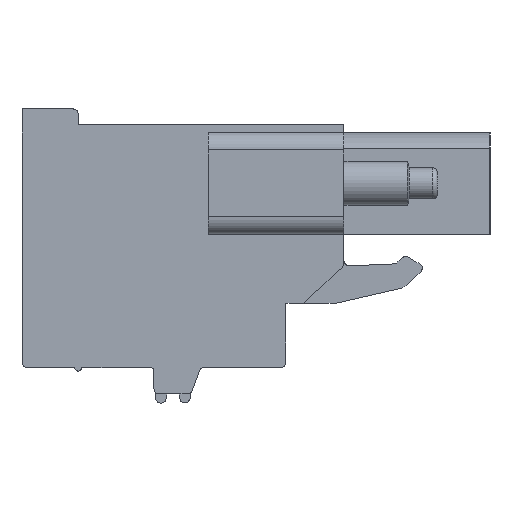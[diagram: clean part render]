
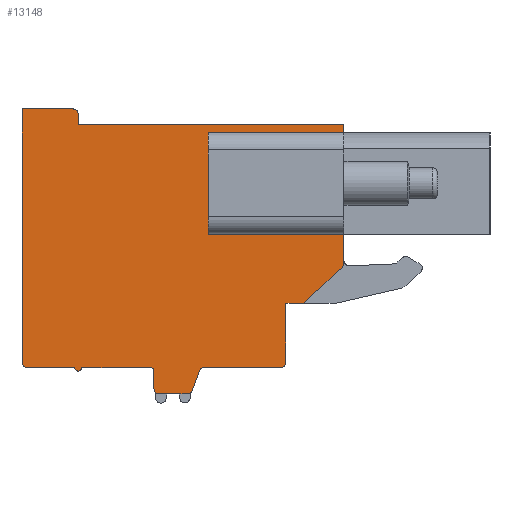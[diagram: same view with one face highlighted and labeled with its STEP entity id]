
A CAD part, left-side view. The second image highlights one B-rep face of the part: STEP entity #13148.
In plain terms, the highlighted planar face has unit normal (-1, 0, 0).
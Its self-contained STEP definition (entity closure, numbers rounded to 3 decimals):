
#2308=DIRECTION('',(0.,1.,0.));
#2309=VECTOR('',#2308,6.1);
#2310=CARTESIAN_POINT('',(-56.5,-4.06,0.73));
#2311=LINE('',#2310,#2309);
#2312=DIRECTION('',(0.,1.,0.));
#2313=VECTOR('',#2312,6.1);
#2314=CARTESIAN_POINT('',(-56.5,-4.06,6.53));
#2315=LINE('',#2314,#2313);
#2316=DIRECTION('',(0.,0.,-1.));
#2317=VECTOR('',#2316,7.87);
#2318=CARTESIAN_POINT('',(-56.5,-5.66,6.96));
#2319=LINE('',#2318,#2317);
#2320=CARTESIAN_POINT('',(-56.5,-5.36,-0.91));
#2321=DIRECTION('',(1.,0.,0.));
#2322=DIRECTION('',(0.,-1.,0.));
#2323=AXIS2_PLACEMENT_3D('',#2320,#2321,#2322);
#2325=DIRECTION('',(0.,0.731,-0.683));
#2326=VECTOR('',#2325,3.018);
#2327=CARTESIAN_POINT('',(-56.5,-5.565,-1.129));
#2328=LINE('',#2327,#2326);
#2329=DIRECTION('',(0.,1.,0.));
#2330=VECTOR('',#2329,1.);
#2331=CARTESIAN_POINT('',(-56.5,-3.36,-3.19));
#2332=LINE('',#2331,#2330);
#2333=DIRECTION('',(0.,0.,-1.));
#2334=VECTOR('',#2333,3.35);
#2335=CARTESIAN_POINT('',(-56.5,-2.36,-3.19));
#2336=LINE('',#2335,#2334);
#2337=CARTESIAN_POINT('',(-56.5,-2.06,-6.54));
#2338=DIRECTION('',(1.,0.,0.));
#2339=DIRECTION('',(0.,-1.,0.));
#2340=AXIS2_PLACEMENT_3D('',#2337,#2338,#2339);
#2342=DIRECTION('',(0.,1.,0.));
#2343=VECTOR('',#2342,4.34);
#2344=CARTESIAN_POINT('',(-56.5,-2.06,-6.84));
#2345=LINE('',#2344,#2343);
#2346=CARTESIAN_POINT('',(-56.5,2.28,-7.14));
#2347=DIRECTION('',(-1.,0.,0.));
#2348=DIRECTION('',(0.,0.,1.));
#2349=AXIS2_PLACEMENT_3D('',#2346,#2347,#2348);
#2351=DIRECTION('',(0.,0.345,-0.939));
#2352=VECTOR('',#2351,1.179);
#2353=CARTESIAN_POINT('',(-56.5,2.562,-7.037));
#2354=LINE('',#2353,#2352);
#2355=CARTESIAN_POINT('',(-56.5,3.25,-8.04));
#2356=DIRECTION('',(1.,0.,0.));
#2357=DIRECTION('',(0.,-0.939,-0.345));
#2358=AXIS2_PLACEMENT_3D('',#2355,#2356,#2357);
#2360=DIRECTION('',(0.,1.,0.));
#2361=VECTOR('',#2360,1.59);
#2362=CARTESIAN_POINT('',(-56.5,3.25,-8.34));
#2363=LINE('',#2362,#2361);
#2364=CARTESIAN_POINT('',(-56.5,4.84,-8.04));
#2365=DIRECTION('',(1.,0.,0.));
#2366=DIRECTION('',(0.,0.,-1.));
#2367=AXIS2_PLACEMENT_3D('',#2364,#2365,#2366);
#2369=DIRECTION('',(0.,0.,1.));
#2370=VECTOR('',#2369,1.);
#2371=CARTESIAN_POINT('',(-56.5,5.14,-8.04));
#2372=LINE('',#2371,#2370);
#2373=CARTESIAN_POINT('',(-56.5,5.34,-7.04));
#2374=DIRECTION('',(-1.,0.,0.));
#2375=DIRECTION('',(0.,-1.,0.));
#2376=AXIS2_PLACEMENT_3D('',#2373,#2374,#2375);
#2378=DIRECTION('',(0.,1.,0.));
#2379=VECTOR('',#2378,3.9);
#2380=CARTESIAN_POINT('',(-56.5,5.34,-6.84));
#2381=LINE('',#2380,#2379);
#2382=CARTESIAN_POINT('',(-56.5,9.44,-6.84));
#2383=DIRECTION('',(1.,0.,0.));
#2384=DIRECTION('',(0.,-1.,0.));
#2385=AXIS2_PLACEMENT_3D('',#2382,#2383,#2384);
#2387=DIRECTION('',(0.,1.,0.));
#2388=VECTOR('',#2387,2.7);
#2389=CARTESIAN_POINT('',(-56.5,9.64,-6.84));
#2390=LINE('',#2389,#2388);
#2391=CARTESIAN_POINT('',(-56.5,12.34,-6.54));
#2392=DIRECTION('',(1.,0.,0.));
#2393=DIRECTION('',(0.,0.,-1.));
#2394=AXIS2_PLACEMENT_3D('',#2391,#2392,#2393);
#2396=DIRECTION('',(0.,0.,1.));
#2397=VECTOR('',#2396,14.4);
#2398=CARTESIAN_POINT('',(-56.5,12.64,-6.54));
#2399=LINE('',#2398,#2397);
#2400=DIRECTION('',(0.,-1.,0.));
#2401=VECTOR('',#2400,2.9);
#2402=CARTESIAN_POINT('',(-56.5,12.64,7.86));
#2403=LINE('',#2402,#2401);
#2404=CARTESIAN_POINT('',(-56.5,9.74,7.56));
#2405=DIRECTION('',(1.,0.,0.));
#2406=DIRECTION('',(0.,0.,1.));
#2407=AXIS2_PLACEMENT_3D('',#2404,#2405,#2406);
#2409=DIRECTION('',(0.,0.,-1.));
#2410=VECTOR('',#2409,0.6);
#2411=CARTESIAN_POINT('',(-56.5,9.44,7.56));
#2412=LINE('',#2411,#2410);
#2413=DIRECTION('',(0.,-1.,0.));
#2414=VECTOR('',#2413,15.1);
#2415=CARTESIAN_POINT('',(-56.5,9.44,6.96));
#2416=LINE('',#2415,#2414);
#2468=DIRECTION('',(0.,0.,1.));
#2469=VECTOR('',#2468,5.8);
#2470=CARTESIAN_POINT('',(-56.5,2.04,0.73));
#2471=LINE('',#2470,#2469);
#2573=DIRECTION('',(0.,0.,1.));
#2574=VECTOR('',#2573,5.8);
#2575=CARTESIAN_POINT('',(-56.5,-4.06,0.73));
#2576=LINE('',#2575,#2574);
#7579=CARTESIAN_POINT('',(-56.5,9.44,6.96));
#7580=CARTESIAN_POINT('',(-56.5,-5.66,6.96));
#7581=VERTEX_POINT('',#7579);
#7582=VERTEX_POINT('',#7580);
#7583=CARTESIAN_POINT('',(-56.5,-5.66,-0.91));
#7584=CARTESIAN_POINT('',(-56.5,-5.565,-1.129));
#7585=VERTEX_POINT('',#7583);
#7586=VERTEX_POINT('',#7584);
#7587=CARTESIAN_POINT('',(-56.5,-3.36,-3.19));
#7588=VERTEX_POINT('',#7587);
#7589=CARTESIAN_POINT('',(-56.5,-2.36,-3.19));
#7590=VERTEX_POINT('',#7589);
#7591=CARTESIAN_POINT('',(-56.5,-2.36,-6.54));
#7592=VERTEX_POINT('',#7591);
#7593=CARTESIAN_POINT('',(-56.5,-2.06,-6.84));
#7594=VERTEX_POINT('',#7593);
#7595=CARTESIAN_POINT('',(-56.5,2.28,-6.84));
#7596=VERTEX_POINT('',#7595);
#7597=CARTESIAN_POINT('',(-56.5,2.562,-7.037));
#7598=VERTEX_POINT('',#7597);
#7599=CARTESIAN_POINT('',(-56.5,2.968,-8.143));
#7600=VERTEX_POINT('',#7599);
#7601=CARTESIAN_POINT('',(-56.5,3.25,-8.34));
#7602=VERTEX_POINT('',#7601);
#7603=CARTESIAN_POINT('',(-56.5,4.84,-8.34));
#7604=VERTEX_POINT('',#7603);
#7605=CARTESIAN_POINT('',(-56.5,5.14,-8.04));
#7606=VERTEX_POINT('',#7605);
#7607=CARTESIAN_POINT('',(-56.5,5.14,-7.04));
#7608=VERTEX_POINT('',#7607);
#7609=CARTESIAN_POINT('',(-56.5,5.34,-6.84));
#7610=VERTEX_POINT('',#7609);
#7611=CARTESIAN_POINT('',(-56.5,9.24,-6.84));
#7612=VERTEX_POINT('',#7611);
#7613=CARTESIAN_POINT('',(-56.5,9.64,-6.84));
#7614=VERTEX_POINT('',#7613);
#7615=CARTESIAN_POINT('',(-56.5,12.34,-6.84));
#7616=VERTEX_POINT('',#7615);
#7617=CARTESIAN_POINT('',(-56.5,12.64,-6.54));
#7618=VERTEX_POINT('',#7617);
#7619=CARTESIAN_POINT('',(-56.5,12.64,7.86));
#7620=VERTEX_POINT('',#7619);
#7621=CARTESIAN_POINT('',(-56.5,9.74,7.86));
#7622=VERTEX_POINT('',#7621);
#7623=CARTESIAN_POINT('',(-56.5,9.44,7.56));
#7624=VERTEX_POINT('',#7623);
#9741=CARTESIAN_POINT('',(-56.5,2.04,0.73));
#9742=CARTESIAN_POINT('',(-56.5,2.04,6.53));
#9743=VERTEX_POINT('',#9741);
#9744=VERTEX_POINT('',#9742);
#9777=CARTESIAN_POINT('',(-56.5,-4.06,0.73));
#9778=CARTESIAN_POINT('',(-56.5,-4.06,6.53));
#9779=VERTEX_POINT('',#9777);
#9780=VERTEX_POINT('',#9778);
#13086=CARTESIAN_POINT('',(-56.5,0.,0.));
#13087=DIRECTION('',(1.,0.,0.));
#13088=DIRECTION('',(0.,-1.,0.));
#13089=AXIS2_PLACEMENT_3D('',#13086,#13087,#13088);
#13090=PLANE('',#13089);
#13091=ORIENTED_EDGE('',*,*,#10029,.T.);
#13093=ORIENTED_EDGE('',*,*,#13092,.T.);
#13095=ORIENTED_EDGE('',*,*,#13094,.T.);
#13097=ORIENTED_EDGE('',*,*,#13096,.T.);
#13099=ORIENTED_EDGE('',*,*,#13098,.T.);
#13101=ORIENTED_EDGE('',*,*,#13100,.T.);
#13103=ORIENTED_EDGE('',*,*,#13102,.T.);
#13105=ORIENTED_EDGE('',*,*,#13104,.T.);
#13107=ORIENTED_EDGE('',*,*,#13106,.T.);
#13109=ORIENTED_EDGE('',*,*,#13108,.T.);
#13111=ORIENTED_EDGE('',*,*,#13110,.T.);
#13113=ORIENTED_EDGE('',*,*,#13112,.T.);
#13115=ORIENTED_EDGE('',*,*,#13114,.T.);
#13117=ORIENTED_EDGE('',*,*,#13116,.T.);
#13119=ORIENTED_EDGE('',*,*,#13118,.T.);
#13121=ORIENTED_EDGE('',*,*,#13120,.T.);
#13123=ORIENTED_EDGE('',*,*,#13122,.T.);
#13125=ORIENTED_EDGE('',*,*,#13124,.T.);
#13127=ORIENTED_EDGE('',*,*,#13126,.T.);
#13129=ORIENTED_EDGE('',*,*,#13128,.T.);
#13131=ORIENTED_EDGE('',*,*,#13130,.T.);
#13133=ORIENTED_EDGE('',*,*,#13132,.T.);
#13135=ORIENTED_EDGE('',*,*,#13134,.T.);
#13136=EDGE_LOOP('',(#13091,#13093,#13095,#13097,#13099,#13101,#13103,#13105,
#13107,#13109,#13111,#13113,#13115,#13117,#13119,#13121,#13123,#13125,#13127,
#13129,#13131,#13133,#13135));
#13137=FACE_OUTER_BOUND('',#13136,.F.);
#13139=ORIENTED_EDGE('',*,*,#13138,.F.);
#13141=ORIENTED_EDGE('',*,*,#13140,.T.);
#13143=ORIENTED_EDGE('',*,*,#13142,.T.);
#13145=ORIENTED_EDGE('',*,*,#13144,.F.);
#13146=EDGE_LOOP('',(#13139,#13141,#13143,#13145));
#13147=FACE_BOUND('',#13146,.F.);
#13148=ADVANCED_FACE('',(#13137,#13147),#13090,.F.);
#2324=CIRCLE('',#2323,0.3);
#2341=CIRCLE('',#2340,0.3);
#2350=CIRCLE('',#2349,0.3);
#2359=CIRCLE('',#2358,0.3);
#2368=CIRCLE('',#2367,0.3);
#2377=CIRCLE('',#2376,0.2);
#2386=CIRCLE('',#2385,0.2);
#2395=CIRCLE('',#2394,0.3);
#2408=CIRCLE('',#2407,0.3);
#10029=EDGE_CURVE('',#7582,#7585,#2319,.T.);
#13092=EDGE_CURVE('',#7585,#7586,#2324,.T.);
#13094=EDGE_CURVE('',#7586,#7588,#2328,.T.);
#13096=EDGE_CURVE('',#7588,#7590,#2332,.T.);
#13098=EDGE_CURVE('',#7590,#7592,#2336,.T.);
#13100=EDGE_CURVE('',#7592,#7594,#2341,.T.);
#13102=EDGE_CURVE('',#7594,#7596,#2345,.T.);
#13104=EDGE_CURVE('',#7596,#7598,#2350,.T.);
#13106=EDGE_CURVE('',#7598,#7600,#2354,.T.);
#13108=EDGE_CURVE('',#7600,#7602,#2359,.T.);
#13110=EDGE_CURVE('',#7602,#7604,#2363,.T.);
#13112=EDGE_CURVE('',#7604,#7606,#2368,.T.);
#13114=EDGE_CURVE('',#7606,#7608,#2372,.T.);
#13116=EDGE_CURVE('',#7608,#7610,#2377,.T.);
#13118=EDGE_CURVE('',#7610,#7612,#2381,.T.);
#13120=EDGE_CURVE('',#7612,#7614,#2386,.T.);
#13122=EDGE_CURVE('',#7614,#7616,#2390,.T.);
#13124=EDGE_CURVE('',#7616,#7618,#2395,.T.);
#13126=EDGE_CURVE('',#7618,#7620,#2399,.T.);
#13128=EDGE_CURVE('',#7620,#7622,#2403,.T.);
#13130=EDGE_CURVE('',#7622,#7624,#2408,.T.);
#13132=EDGE_CURVE('',#7624,#7581,#2412,.T.);
#13134=EDGE_CURVE('',#7581,#7582,#2416,.T.);
#13138=EDGE_CURVE('',#9779,#9743,#2311,.T.);
#13140=EDGE_CURVE('',#9779,#9780,#2576,.T.);
#13142=EDGE_CURVE('',#9780,#9744,#2315,.T.);
#13144=EDGE_CURVE('',#9743,#9744,#2471,.T.);
